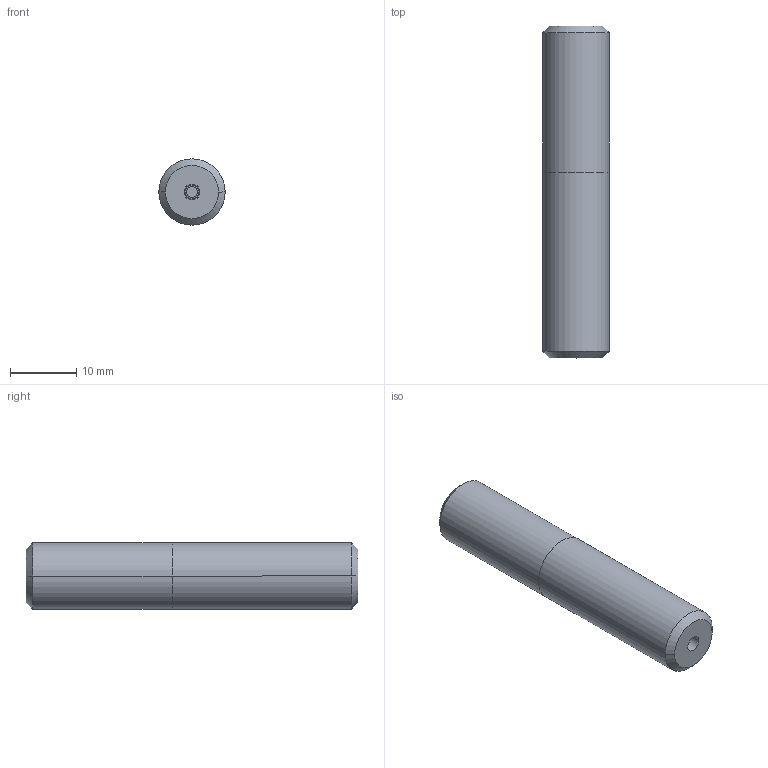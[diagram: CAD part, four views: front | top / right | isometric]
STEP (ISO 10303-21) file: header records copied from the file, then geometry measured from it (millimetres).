
FILE_DESCRIPTION(('STEP AP214'),'1');
FILE_NAME('tmp0.STP',' ',(' '),(' '),'XStep 1.0',' ',' ');
FILE_SCHEMA(('automotive_design'));
Length unit declared in the file: millimetre
Products named in the file (5): NONE
Bounding box: 10 x 50 x 10 mm (x, y, z)
Volume: 3343.2 mm3; surface area: 4060.9 mm2
Topology: 5 solids, 6 shells, 228 faces, 533 edges, 333 vertices
Faces by surface type: cylinder 94, plane 71, cone 61, sphere 2
Entity records: 8604 total; most frequent: CARTESIAN_POINT 1279, DIRECTION 1229, ORIENTED_EDGE 1058, EDGE_CURVE 529, AXIS2_PLACEMENT_3D 501, VERTEX_POINT 333, CIRCLE 268, EDGE_LOOP 258
